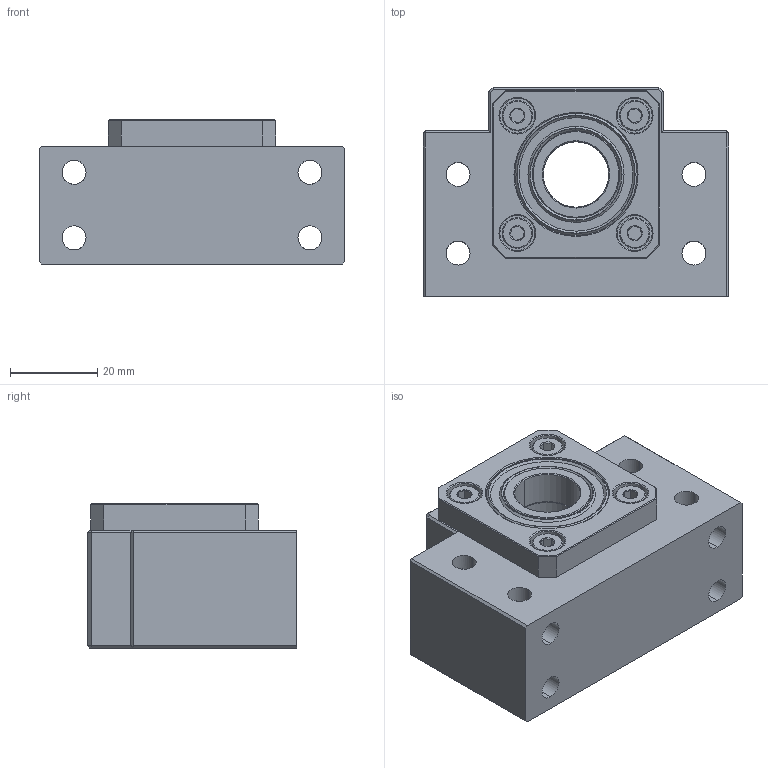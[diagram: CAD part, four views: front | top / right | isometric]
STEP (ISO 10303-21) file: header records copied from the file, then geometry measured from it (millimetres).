
FILE_DESCRIPTION (( 'STEP AP214' ), '1' );
FILE_NAME ('BK-15.STEP', '2021-07-09T01:41:14', ( '' ), ( '' ), 'SwSTEP 2.0', 'SolidWorks 2020', '' );
FILE_SCHEMA (( 'AUTOMOTIVE_DESIGN' ));
Length unit declared in the file: millimetre
Products named in the file (6): M4x14_91290A150; BK-15; BK-15墊圈; 7002_2385K42; BK-15前蓋板
Assembly tree (10 placements, depth 2):
  BK-15
    BK-15
    7002_2385K42  x2
    M4x14_91290A150  x4
    BK-15墊圈  x2
    BK-15前蓋板
Bounding box: 70 x 48 x 33 mm (x, y, z)
Volume: 73420.4 mm3; surface area: 37795 mm2
Topology: 36 solids, 36 shells, 793 faces, 2044 edges, 1282 vertices
Faces by surface type: cylinder 462, cone 138, plane 125, sphere 40, torus 20, bspline 8
Entity records: 13219 total; most frequent: CARTESIAN_POINT 4457, ORIENTED_EDGE 1740, DIRECTION 1656, EDGE_CURVE 870, AXIS2_PLACEMENT_3D 640, VERTEX_POINT 536, EDGE_LOOP 424, LINE 376
